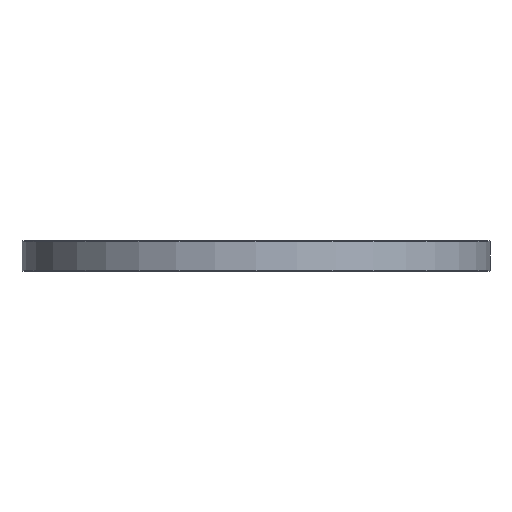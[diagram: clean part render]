
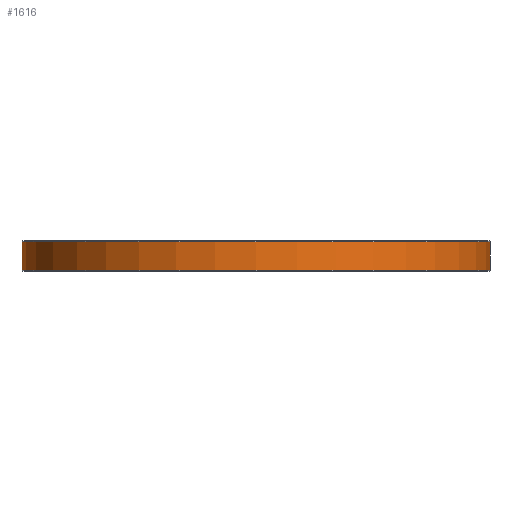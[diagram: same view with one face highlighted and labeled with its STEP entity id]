
A CAD part, front view. The second image highlights one B-rep face of the part: STEP entity #1616.
In plain terms, the highlighted cylindrical face has radius 243.5 mm (diameter 487 mm), a partial arc.
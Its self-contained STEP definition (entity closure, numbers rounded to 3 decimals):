
#1 = AXIS2_PLACEMENT_3D ( 'NONE', #1345, #919, #1719 ) ;
#77 = EDGE_LOOP ( 'NONE', ( #1687, #289, #2528, #95 ) ) ;
#95 = ORIENTED_EDGE ( 'NONE', *, *, #1953, .T. ) ;
#175 = LINE ( 'NONE', #358, #2059 ) ;
#289 = ORIENTED_EDGE ( 'NONE', *, *, #2398, .T. ) ;
#358 = CARTESIAN_POINT ( 'NONE',  ( -243.5, 0., 32. ) ) ;
#489 = LINE ( 'NONE', #1884, #1425 ) ;
#585 = CIRCLE ( 'NONE', #1, 243.5 ) ;
#655 = CARTESIAN_POINT ( 'NONE',  ( -243.5, 0., 1. ) ) ;
#727 = DIRECTION ( 'NONE',  ( 0., 0., -1. ) ) ;
#744 = DIRECTION ( 'NONE',  ( 1., 0., 0. ) ) ;
#919 = DIRECTION ( 'NONE',  ( 0., 0., -1. ) ) ;
#930 = CARTESIAN_POINT ( 'NONE',  ( 243.5, 0., 1. ) ) ;
#945 = DIRECTION ( 'NONE',  ( -1., 0., 0. ) ) ;
#984 = AXIS2_PLACEMENT_3D ( 'NONE', #1738, #2543, #744 ) ;
#1144 = FACE_OUTER_BOUND ( 'NONE', #77, .T. ) ;
#1172 = DIRECTION ( 'NONE',  ( 0., 0., -1. ) ) ;
#1230 = AXIS2_PLACEMENT_3D ( 'NONE', #1967, #1172, #945 ) ;
#1345 = CARTESIAN_POINT ( 'NONE',  ( 0., 0., 31. ) ) ;
#1410 = VERTEX_POINT ( 'NONE', #655 ) ;
#1425 = VECTOR ( 'NONE', #1914, 1000. ) ;
#1504 = CARTESIAN_POINT ( 'NONE',  ( 243.5, 0., 31. ) ) ;
#1559 = CYLINDRICAL_SURFACE ( 'NONE', #1230, 243.5 ) ;
#1616 = ADVANCED_FACE ( 'NONE', ( #1144 ), #1559, .T. ) ;
#1625 = EDGE_CURVE ( 'NONE', #2477, #1410, #175, .T. ) ;
#1651 = VERTEX_POINT ( 'NONE', #930 ) ;
#1687 = ORIENTED_EDGE ( 'NONE', *, *, #2470, .F. ) ;
#1719 = DIRECTION ( 'NONE',  ( 1., 0., 0. ) ) ;
#1738 = CARTESIAN_POINT ( 'NONE',  ( 0., 0., 1. ) ) ;
#1884 = CARTESIAN_POINT ( 'NONE',  ( 243.5, 0., 32. ) ) ;
#1898 = VERTEX_POINT ( 'NONE', #1504 ) ;
#1914 = DIRECTION ( 'NONE',  ( 0., 0., -1. ) ) ;
#1953 = EDGE_CURVE ( 'NONE', #1410, #1651, #2245, .T. ) ;
#1967 = CARTESIAN_POINT ( 'NONE',  ( 0., 0., 32. ) ) ;
#2059 = VECTOR ( 'NONE', #727, 1000. ) ;
#2085 = CARTESIAN_POINT ( 'NONE',  ( -243.5, 0., 31. ) ) ;
#2245 = CIRCLE ( 'NONE', #984, 243.5 ) ;
#2398 = EDGE_CURVE ( 'NONE', #1898, #2477, #585, .T. ) ;
#2470 = EDGE_CURVE ( 'NONE', #1898, #1651, #489, .T. ) ;
#2477 = VERTEX_POINT ( 'NONE', #2085 ) ;
#2528 = ORIENTED_EDGE ( 'NONE', *, *, #1625, .T. ) ;
#2543 = DIRECTION ( 'NONE',  ( 0., 0., 1. ) ) ;
